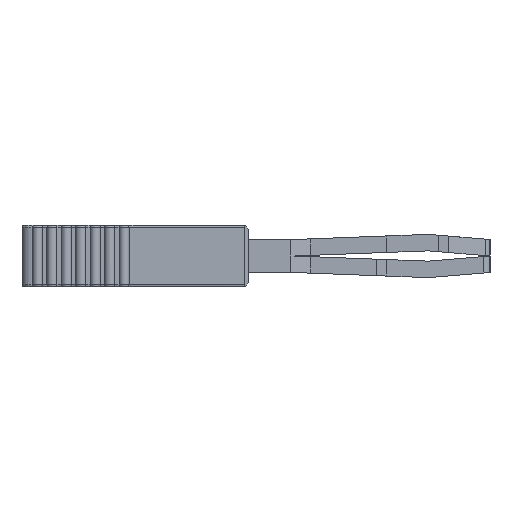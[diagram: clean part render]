
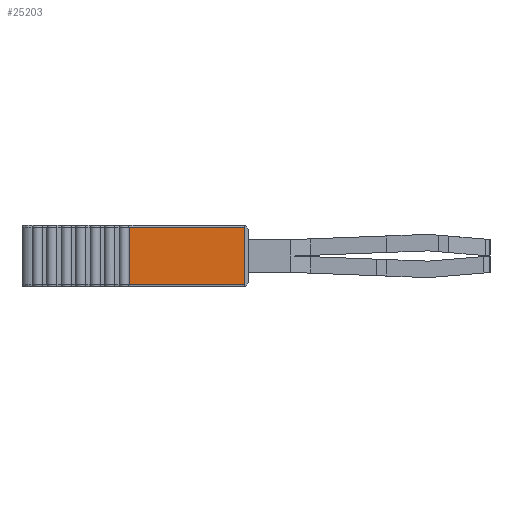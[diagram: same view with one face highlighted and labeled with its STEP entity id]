
A CAD part, left-side view. The second image highlights one B-rep face of the part: STEP entity #25203.
In plain terms, the highlighted planar face has unit normal (-1, 0, 0).
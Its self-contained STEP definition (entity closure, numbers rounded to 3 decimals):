
#5540=CARTESIAN_POINT('',(-54.9,-5.4,-1.4));
#5554=DIRECTION('',(0.,-1.,0.));
#5555=VECTOR('',#5554,5.605);
#5556=CARTESIAN_POINT('',(-54.9,0.205,-1.4));
#5557=LINE('',#5556,#5555);
#5562=DIRECTION('',(0.,0.,1.));
#5563=VECTOR('',#5562,2.8);
#5564=CARTESIAN_POINT('',(-54.9,-5.4,-1.4));
#5565=LINE('',#5564,#5563);
#5569=CARTESIAN_POINT('',(-54.9,-5.4,1.4));
#5571=DIRECTION('',(0.,1.,0.));
#5572=VECTOR('',#5571,5.605);
#5573=CARTESIAN_POINT('',(-54.9,-5.4,1.4));
#5574=LINE('',#5573,#5572);
#5588=DIRECTION('',(0.,0.,-1.));
#5589=VECTOR('',#5588,2.8);
#5590=CARTESIAN_POINT('',(-54.9,0.205,1.4));
#5591=LINE('',#5590,#5589);
#5610=CARTESIAN_POINT('',(-54.9,0.205,-1.4));
#15763=VERTEX_POINT('',#5540);
#15764=VERTEX_POINT('',#5610);
#15766=VERTEX_POINT('',#5569);
#15767=CARTESIAN_POINT('',(-54.9,0.205,1.4));
#15768=VERTEX_POINT('',#15767);
#25191=CARTESIAN_POINT('',(-54.9,5.4,-1.5));
#25192=DIRECTION('',(-1.,0.,0.));
#25193=DIRECTION('',(0.,-1.,0.));
#25194=AXIS2_PLACEMENT_3D('',#25191,#25192,#25193);
#25195=PLANE('',#25194);
#25196=ORIENTED_EDGE('',*,*,#25170,.F.);
#25197=ORIENTED_EDGE('',*,*,#25152,.F.);
#25199=ORIENTED_EDGE('',*,*,#25198,.F.);
#25200=ORIENTED_EDGE('',*,*,#25181,.F.);
#25201=EDGE_LOOP('',(#25196,#25197,#25199,#25200));
#25202=FACE_OUTER_BOUND('',#25201,.F.);
#25203=ADVANCED_FACE('',(#25202),#25195,.T.);
#25152=EDGE_CURVE('',#15764,#15763,#5557,.T.);
#25170=EDGE_CURVE('',#15763,#15766,#5565,.T.);
#25181=EDGE_CURVE('',#15766,#15768,#5574,.T.);
#25198=EDGE_CURVE('',#15768,#15764,#5591,.T.);
